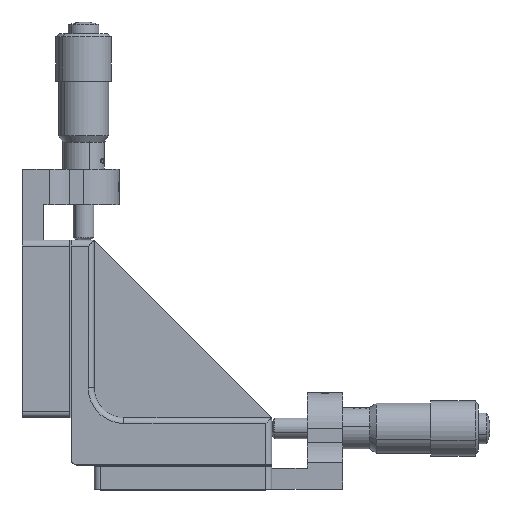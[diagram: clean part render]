
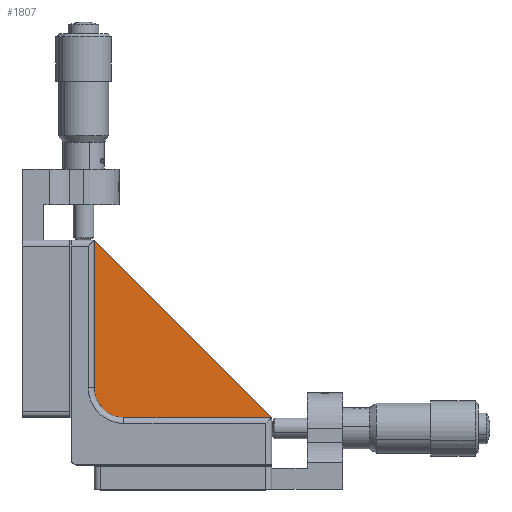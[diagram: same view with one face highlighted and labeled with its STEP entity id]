
A CAD part, top view. The second image highlights one B-rep face of the part: STEP entity #1807.
In plain terms, the highlighted planar face has unit normal (0, 0, 1).
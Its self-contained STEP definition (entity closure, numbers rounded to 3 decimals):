
#1807 = ADVANCED_FACE ( 'NONE', ( #22528 ), #8527, .T. ) ;
#3029 = VECTOR ( 'NONE', #54412, 1000. ) ;
#3560 = CARTESIAN_POINT ( 'NONE',  ( 12.5, 13., 3. ) ) ;
#5458 = LINE ( 'NONE', #38014, #28537 ) ;
#6848 = CARTESIAN_POINT ( 'NONE',  ( 12.5, 13., 3. ) ) ;
#8134 = EDGE_LOOP ( 'NONE', ( #36326, #18249, #59194, #55303 ) ) ;
#8233 = CARTESIAN_POINT ( 'NONE',  ( 37.5, 8., 3. ) ) ;
#8527 = PLANE ( 'NONE',  #44679 ) ;
#8741 = DIRECTION ( 'NONE',  ( 0., 0., 1. ) ) ;
#12731 = LINE ( 'NONE', #40235, #3029 ) ;
#13378 = VECTOR ( 'NONE', #36609, 1000. ) ;
#16922 = CARTESIAN_POINT ( 'NONE',  ( 12.5, 8., 3. ) ) ;
#16975 = VERTEX_POINT ( 'NONE', #16922 ) ;
#18249 = ORIENTED_EDGE ( 'NONE', *, *, #61086, .T. ) ;
#18813 = DIRECTION ( 'NONE',  ( -0.707, 0.707, 0. ) ) ;
#22309 = CIRCLE ( 'NONE', #33582, 5. ) ;
#22528 = FACE_OUTER_BOUND ( 'NONE', #8134, .T. ) ;
#23333 = DIRECTION ( 'NONE',  ( 1., 0., 0. ) ) ;
#28537 = VECTOR ( 'NONE', #18813, 1000. ) ;
#32034 = LINE ( 'NONE', #8233, #13378 ) ;
#33582 = AXIS2_PLACEMENT_3D ( 'NONE', #6848, #39813, #40233 ) ;
#36326 = ORIENTED_EDGE ( 'NONE', *, *, #59737, .T. ) ;
#36609 = DIRECTION ( 'NONE',  ( 1., 0., 0. ) ) ;
#37491 = CARTESIAN_POINT ( 'NONE',  ( 37.5, 8., 3. ) ) ;
#38014 = CARTESIAN_POINT ( 'NONE',  ( 37.5, 8., 3. ) ) ;
#39813 = DIRECTION ( 'NONE',  ( 0., 0., 1. ) ) ;
#40233 = DIRECTION ( 'NONE',  ( 1., 0., 0. ) ) ;
#40235 = CARTESIAN_POINT ( 'NONE',  ( 7.5, 38., 3. ) ) ;
#41976 = VERTEX_POINT ( 'NONE', #61561 ) ;
#44679 = AXIS2_PLACEMENT_3D ( 'NONE', #3560, #8741, #23333 ) ;
#47923 = VERTEX_POINT ( 'NONE', #37491 ) ;
#47953 = VERTEX_POINT ( 'NONE', #56670 ) ;
#53797 = EDGE_CURVE ( 'NONE', #47953, #16975, #22309, .T. ) ;
#54412 = DIRECTION ( 'NONE',  ( 0., -1., 0. ) ) ;
#55303 = ORIENTED_EDGE ( 'NONE', *, *, #61722, .T. ) ;
#56670 = CARTESIAN_POINT ( 'NONE',  ( 7.5, 13., 3. ) ) ;
#59194 = ORIENTED_EDGE ( 'NONE', *, *, #53797, .T. ) ;
#59737 = EDGE_CURVE ( 'NONE', #47923, #41976, #5458, .T. ) ;
#61086 = EDGE_CURVE ( 'NONE', #41976, #47953, #12731, .T. ) ;
#61561 = CARTESIAN_POINT ( 'NONE',  ( 7.5, 38., 3. ) ) ;
#61722 = EDGE_CURVE ( 'NONE', #16975, #47923, #32034, .T. ) ;
